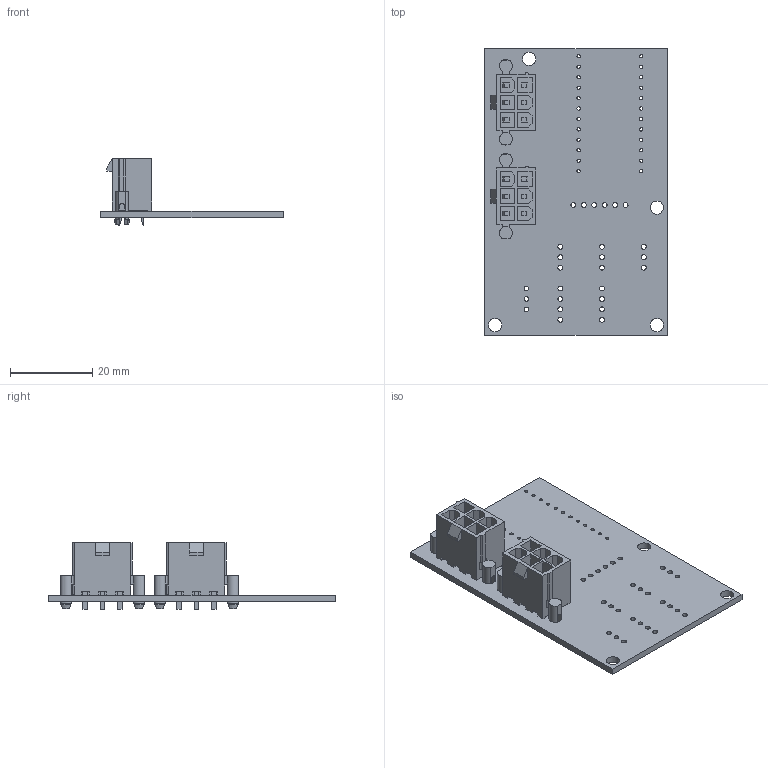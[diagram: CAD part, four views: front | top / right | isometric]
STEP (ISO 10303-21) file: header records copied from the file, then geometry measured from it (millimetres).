
FILE_DESCRIPTION(('KiCad electronic assembly'),'2;1');
FILE_NAME('CONTROLLER, AMPCD_DDI.step','2023-01-21T06:43:27',('Pcbnew'), ('Kicad'),'Open CASCADE STEP processor 7.6','KiCad to STEP converter', 'Unknown');
FILE_SCHEMA(('AUTOMOTIVE_DESIGN { 1 0 10303 214 1 1 1 1 }'));
Length unit declared in the file: millimetre
Products named in the file (4): CONTROLLER, AMPCD_DDI 1; 39299067; SOLID; CONTROLLER, AMPCD_DDI PCB
Assembly tree (4 placements, depth 3):
  CONTROLLER, AMPCD_DDI 1
    39299067  x2
      SOLID
    CONTROLLER, AMPCD_DDI PCB
Bounding box: 44.45 x 69.85 x 16.3 mm (x, y, z)
Volume: 7015.7 mm3; surface area: 11055 mm2
Topology: 3 solids, 3 shells, 528 faces, 1424 edges, 940 vertices
Faces by surface type: plane 420, cylinder 100, cone 8
Full cylindrical faces by diameter (mm): 0.8 x24, 1.1 x3, 1.19 x23, 1.4 x12, 3 x4, 3.2 x4
Entity records: 21384 total; most frequent: CARTESIAN_POINT 4702, DIRECTION 3056, LINE 2077, VECTOR 2077, ORIENTED_EDGE 1646, PCURVE 1646, DEFINITIONAL_REPRESENTATION 1646, EDGE_CURVE 823
